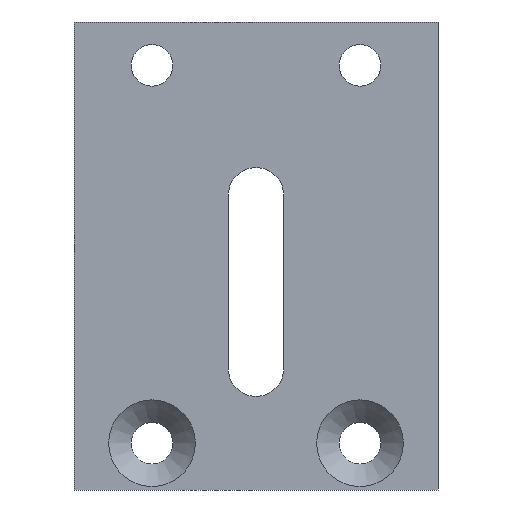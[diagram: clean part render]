
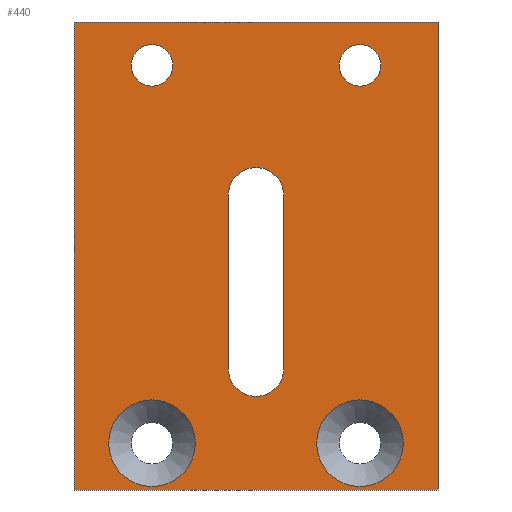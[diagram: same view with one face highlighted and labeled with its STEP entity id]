
A CAD part, front view. The second image highlights one B-rep face of the part: STEP entity #440.
In plain terms, the highlighted planar face has unit normal (0, -1, 0).
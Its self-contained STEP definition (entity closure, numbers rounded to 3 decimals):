
#42=LINE('',#673,#80);
#46=LINE('',#680,#84);
#51=LINE('',#692,#89);
#53=LINE('',#698,#91);
#56=LINE('',#723,#94);
#58=LINE('',#726,#96);
#80=VECTOR('',#544,10.);
#84=VECTOR('',#550,10.);
#89=VECTOR('',#563,10.);
#91=VECTOR('',#571,10.);
#94=VECTOR('',#602,10.);
#96=VECTOR('',#606,10.);
#110=PLANE('',#488);
#124=FACE_BOUND('',#190,.T.);
#125=FACE_BOUND('',#191,.T.);
#126=FACE_BOUND('',#192,.T.);
#127=FACE_BOUND('',#193,.T.);
#128=FACE_BOUND('',#194,.T.);
#152=FACE_OUTER_BOUND('',#189,.T.);
#189=EDGE_LOOP('',(#401,#402,#403,#404));
#190=EDGE_LOOP('',(#405,#406,#407,#408));
#191=EDGE_LOOP('',(#409));
#192=EDGE_LOOP('',(#410));
#193=EDGE_LOOP('',(#411));
#194=EDGE_LOOP('',(#412));
#203=CIRCLE('',#468,1.6);
#204=CIRCLE('',#471,1.6);
#205=CIRCLE('',#474,2.5);
#207=CIRCLE('',#478,2.5);
#209=CIRCLE('',#482,1.2);
#210=CIRCLE('',#484,1.2);
#235=VERTEX_POINT('',#670);
#236=VERTEX_POINT('',#672);
#238=VERTEX_POINT('',#678);
#239=VERTEX_POINT('',#684);
#240=VERTEX_POINT('',#686);
#241=VERTEX_POINT('',#690);
#242=VERTEX_POINT('',#694);
#243=VERTEX_POINT('',#700);
#245=VERTEX_POINT('',#706);
#247=VERTEX_POINT('',#712);
#248=VERTEX_POINT('',#715);
#250=VERTEX_POINT('',#722);
#280=EDGE_CURVE('',#235,#236,#42,.T.);
#284=EDGE_CURVE('',#238,#235,#46,.T.);
#287=EDGE_CURVE('',#240,#239,#203,.T.);
#290=EDGE_CURVE('',#239,#241,#51,.T.);
#292=EDGE_CURVE('',#241,#242,#204,.T.);
#293=EDGE_CURVE('',#242,#240,#53,.T.);
#294=EDGE_CURVE('',#243,#243,#205,.T.);
#296=EDGE_CURVE('',#245,#245,#207,.T.);
#298=EDGE_CURVE('',#247,#247,#209,.T.);
#299=EDGE_CURVE('',#248,#248,#210,.T.);
#302=EDGE_CURVE('',#236,#250,#56,.T.);
#304=EDGE_CURVE('',#250,#238,#58,.T.);
#401=ORIENTED_EDGE('',*,*,#304,.F.);
#402=ORIENTED_EDGE('',*,*,#302,.F.);
#403=ORIENTED_EDGE('',*,*,#280,.F.);
#404=ORIENTED_EDGE('',*,*,#284,.F.);
#405=ORIENTED_EDGE('',*,*,#287,.T.);
#406=ORIENTED_EDGE('',*,*,#290,.T.);
#407=ORIENTED_EDGE('',*,*,#292,.T.);
#408=ORIENTED_EDGE('',*,*,#293,.T.);
#409=ORIENTED_EDGE('',*,*,#294,.T.);
#410=ORIENTED_EDGE('',*,*,#296,.T.);
#411=ORIENTED_EDGE('',*,*,#298,.T.);
#412=ORIENTED_EDGE('',*,*,#299,.T.);
#440=ADVANCED_FACE('',(#152,#124,#125,#126,#127,#128),#110,.T.);
#468=AXIS2_PLACEMENT_3D('',#687,#557,#558);
#471=AXIS2_PLACEMENT_3D('',#696,#567,#568);
#474=AXIS2_PLACEMENT_3D('',#701,#574,#575);
#478=AXIS2_PLACEMENT_3D('',#707,#582,#583);
#482=AXIS2_PLACEMENT_3D('',#713,#590,#591);
#484=AXIS2_PLACEMENT_3D('',#716,#594,#595);
#488=AXIS2_PLACEMENT_3D('',#727,#607,#608);
#544=DIRECTION('',(-1.,0.,0.));
#550=DIRECTION('',(0.,0.,-1.));
#557=DIRECTION('center_axis',(0.,1.,0.));
#558=DIRECTION('ref_axis',(-1.,0.,0.));
#563=DIRECTION('',(0.,0.,1.));
#567=DIRECTION('center_axis',(0.,1.,0.));
#568=DIRECTION('ref_axis',(1.,0.,0.));
#571=DIRECTION('',(0.,0.,-1.));
#574=DIRECTION('center_axis',(0.,1.,0.));
#575=DIRECTION('ref_axis',(1.,0.,0.));
#582=DIRECTION('center_axis',(0.,1.,0.));
#583=DIRECTION('ref_axis',(1.,0.,0.));
#590=DIRECTION('center_axis',(0.,1.,0.));
#591=DIRECTION('ref_axis',(1.,0.,0.));
#594=DIRECTION('center_axis',(0.,1.,0.));
#595=DIRECTION('ref_axis',(1.,0.,0.));
#602=DIRECTION('',(0.,0.,1.));
#606=DIRECTION('',(1.,0.,0.));
#607=DIRECTION('center_axis',(0.,-1.,0.));
#608=DIRECTION('ref_axis',(0.,0.,-1.));
#670=CARTESIAN_POINT('',(10.5,0.,-13.5));
#672=CARTESIAN_POINT('',(-10.5,0.,-13.5));
#673=CARTESIAN_POINT('',(10.5,0.,-13.5));
#678=CARTESIAN_POINT('',(10.5,0.,13.5));
#680=CARTESIAN_POINT('',(10.5,0.,13.5));
#684=CARTESIAN_POINT('',(-1.6,0.,-6.5));
#686=CARTESIAN_POINT('',(1.6,0.,-6.5));
#687=CARTESIAN_POINT('Origin',(0.,0.,-6.5));
#690=CARTESIAN_POINT('',(-1.6,0.,3.5));
#692=CARTESIAN_POINT('',(-1.6,0.,-3.25));
#694=CARTESIAN_POINT('',(1.6,0.,3.5));
#696=CARTESIAN_POINT('Origin',(0.,0.,3.5));
#698=CARTESIAN_POINT('',(1.6,0.,1.75));
#700=CARTESIAN_POINT('',(8.5,0.,-10.8));
#701=CARTESIAN_POINT('Origin',(6.,0.,-10.8));
#706=CARTESIAN_POINT('',(-3.5,0.,-10.8));
#707=CARTESIAN_POINT('Origin',(-6.,0.,-10.8));
#712=CARTESIAN_POINT('',(-7.2,0.,11.));
#713=CARTESIAN_POINT('Origin',(-6.,0.,11.));
#715=CARTESIAN_POINT('',(4.8,0.,11.));
#716=CARTESIAN_POINT('Origin',(6.,0.,11.));
#722=CARTESIAN_POINT('',(-10.5,0.,13.5));
#723=CARTESIAN_POINT('',(-10.5,0.,-13.5));
#726=CARTESIAN_POINT('',(-10.5,0.,13.5));
#727=CARTESIAN_POINT('Origin',(0.,0.,0.));
